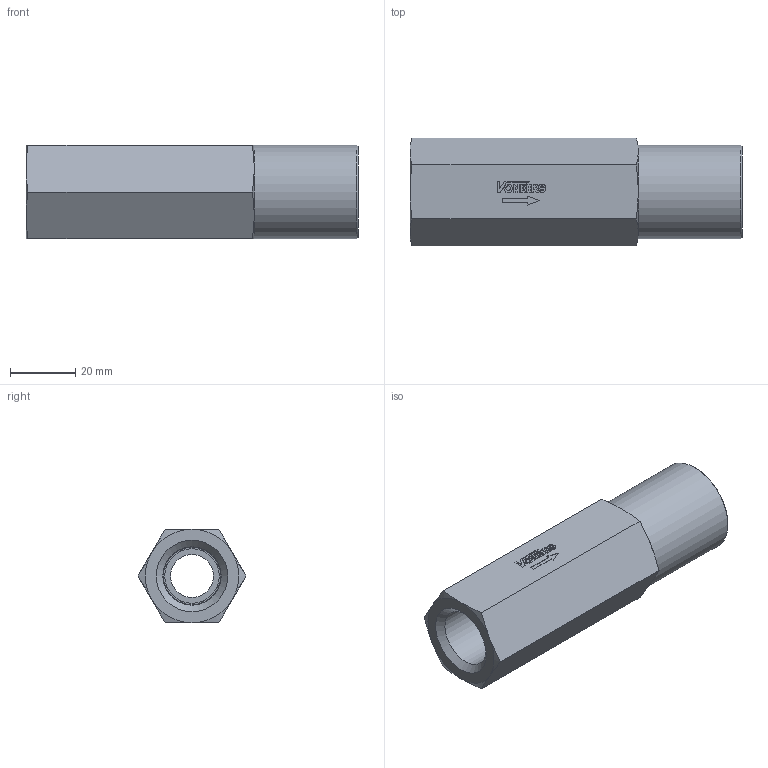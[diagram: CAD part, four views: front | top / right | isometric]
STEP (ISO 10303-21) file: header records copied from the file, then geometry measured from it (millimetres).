
FILE_DESCRIPTION((''),'2;1');
FILE_NAME('1304L.stp','2015-01-26T11:20:00',('jml'),(''),'Autodesk Inventor 2010','Autodesk Inventor 2010','');
FILE_SCHEMA(('AUTOMOTIVE_DESIGN { 1 0 10303 214 1 1 1 1 }'));
Length unit declared in the file: inch
Products named in the file (1): 320009
Bounding box: 101.6 x 33 x 28.57 mm (x, y, z)
Volume: 45693.3 mm3; surface area: 16261.8 mm2
Topology: 1 solids, 1 shells, 135 faces, 330 edges, 215 vertices
Faces by surface type: plane 95, cylinder 20, cone 17, bspline 3
Full cylindrical faces by diameter (mm): 1.392 x1, 17.424 x1, 17.856 x2, 18.644 x1, 28.575 x1
Entity records: 3967 total; most frequent: CARTESIAN_POINT 747, ORIENTED_EDGE 628, DIRECTION 616, EDGE_CURVE 314, VECTOR 230, LINE 230, VERTEX_POINT 212, AXIS2_PLACEMENT_3D 193
